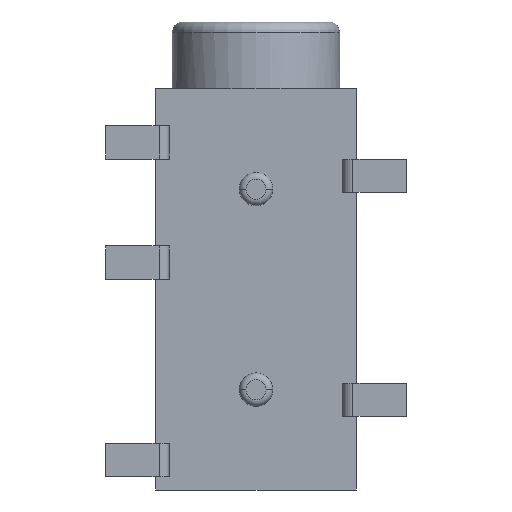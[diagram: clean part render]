
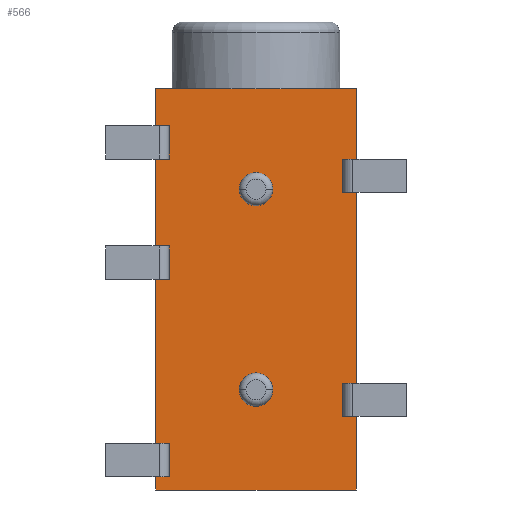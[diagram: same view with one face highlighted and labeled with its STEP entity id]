
A CAD part, front view. The second image highlights one B-rep face of the part: STEP entity #566.
In plain terms, the highlighted planar face has unit normal (0, -1, 0).
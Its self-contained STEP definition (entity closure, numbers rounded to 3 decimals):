
#19 = DIRECTION ( 'NONE',  ( 0., -1., 0. ) ) ;
#23 = EDGE_CURVE ( 'NONE', #233, #528, #146, .T. ) ;
#81 = VERTEX_POINT ( 'NONE', #499 ) ;
#111 = VECTOR ( 'NONE', #664, 1000. ) ;
#141 = EDGE_CURVE ( 'NONE', #1864, #1474, #1692, .T. ) ;
#146 = CIRCLE ( 'NONE', #1894, 0.5 ) ;
#203 = DIRECTION ( 'NONE',  ( 0., 0., -1. ) ) ;
#206 = DIRECTION ( 'NONE',  ( 1., 0., 0. ) ) ;
#210 = CARTESIAN_POINT ( 'NONE',  ( 3., 0.3, -7. ) ) ;
#233 = VERTEX_POINT ( 'NONE', #367 ) ;
#254 = CARTESIAN_POINT ( 'NONE',  ( 3., 0.3, 5. ) ) ;
#260 = ORIENTED_EDGE ( 'NONE', *, *, #1675, .T. ) ;
#309 = AXIS2_PLACEMENT_3D ( 'NONE', #329, #794, #1416 ) ;
#312 = VERTEX_POINT ( 'NONE', #254 ) ;
#324 = EDGE_LOOP ( 'NONE', ( #1211, #1669 ) ) ;
#329 = CARTESIAN_POINT ( 'NONE',  ( 0., 0.3, -4. ) ) ;
#332 = ORIENTED_EDGE ( 'NONE', *, *, #987, .T. ) ;
#352 = PLANE ( 'NONE',  #552 ) ;
#358 = VECTOR ( 'NONE', #1603, 1000. ) ;
#362 = CARTESIAN_POINT ( 'NONE',  ( -3., 0.3, -7. ) ) ;
#367 = CARTESIAN_POINT ( 'NONE',  ( 0.5, 0.3, -4. ) ) ;
#438 = LINE ( 'NONE', #1048, #1351 ) ;
#472 = CARTESIAN_POINT ( 'NONE',  ( 0., 0.3, -4. ) ) ;
#496 = DIRECTION ( 'NONE',  ( 1., 0., 0. ) ) ;
#499 = CARTESIAN_POINT ( 'NONE',  ( -3., 0.3, -7. ) ) ;
#528 = VERTEX_POINT ( 'NONE', #1279 ) ;
#550 = CARTESIAN_POINT ( 'NONE',  ( 3., 0.3, 5. ) ) ;
#552 = AXIS2_PLACEMENT_3D ( 'NONE', #1598, #1454, #203 ) ;
#566 = ADVANCED_FACE ( 'NONE', ( #1757, #973, #1464 ), #352, .F. ) ;
#567 = CARTESIAN_POINT ( 'NONE',  ( 3., 0.3, -7. ) ) ;
#618 = DIRECTION ( 'NONE',  ( -1., 0., 0. ) ) ;
#640 = CARTESIAN_POINT ( 'NONE',  ( -1.187, 0.3, 5. ) ) ;
#653 = DIRECTION ( 'NONE',  ( 1., 0., 0. ) ) ;
#664 = DIRECTION ( 'NONE',  ( 0., 0., 1. ) ) ;
#669 = DIRECTION ( 'NONE',  ( 0., -1., 0. ) ) ;
#713 = ORIENTED_EDGE ( 'NONE', *, *, #1345, .T. ) ;
#755 = DIRECTION ( 'NONE',  ( -1., 0., 0. ) ) ;
#768 = LINE ( 'NONE', #2029, #895 ) ;
#792 = DIRECTION ( 'NONE',  ( 0., -1., 0. ) ) ;
#794 = DIRECTION ( 'NONE',  ( 0., -1., 0. ) ) ;
#826 = LINE ( 'NONE', #550, #1900 ) ;
#831 = VECTOR ( 'NONE', #864, 1000. ) ;
#860 = ORIENTED_EDGE ( 'NONE', *, *, #1473, .F. ) ;
#863 = AXIS2_PLACEMENT_3D ( 'NONE', #1439, #669, #206 ) ;
#864 = DIRECTION ( 'NONE',  ( -1., 0., 0. ) ) ;
#895 = VECTOR ( 'NONE', #618, 1000. ) ;
#956 = VERTEX_POINT ( 'NONE', #2000 ) ;
#973 = FACE_BOUND ( 'NONE', #1330, .T. ) ;
#981 = VERTEX_POINT ( 'NONE', #1434 ) ;
#987 = EDGE_CURVE ( 'NONE', #981, #312, #1119, .T. ) ;
#988 = EDGE_CURVE ( 'NONE', #81, #1503, #1745, .T. ) ;
#1017 = CARTESIAN_POINT ( 'NONE',  ( -0.5, 0.3, 2. ) ) ;
#1048 = CARTESIAN_POINT ( 'NONE',  ( 3., 0.3, 5. ) ) ;
#1119 = LINE ( 'NONE', #210, #358 ) ;
#1205 = ORIENTED_EDGE ( 'NONE', *, *, #988, .F. ) ;
#1211 = ORIENTED_EDGE ( 'NONE', *, *, #1750, .F. ) ;
#1279 = CARTESIAN_POINT ( 'NONE',  ( -0.5, 0.3, -4. ) ) ;
#1300 = CARTESIAN_POINT ( 'NONE',  ( 0., 0.3, 2. ) ) ;
#1330 = EDGE_LOOP ( 'NONE', ( #1398, #1334 ) ) ;
#1334 = ORIENTED_EDGE ( 'NONE', *, *, #2018, .F. ) ;
#1345 = EDGE_CURVE ( 'NONE', #956, #2028, #826, .T. ) ;
#1351 = VECTOR ( 'NONE', #755, 1000. ) ;
#1398 = ORIENTED_EDGE ( 'NONE', *, *, #23, .F. ) ;
#1416 = DIRECTION ( 'NONE',  ( 1., 0., 0. ) ) ;
#1434 = CARTESIAN_POINT ( 'NONE',  ( 3., 0.3, -7. ) ) ;
#1439 = CARTESIAN_POINT ( 'NONE',  ( 0., 0.3, 2. ) ) ;
#1454 = DIRECTION ( 'NONE',  ( 0., 1., 0. ) ) ;
#1459 = CIRCLE ( 'NONE', #1854, 0.5 ) ;
#1464 = FACE_OUTER_BOUND ( 'NONE', #1942, .T. ) ;
#1467 = ORIENTED_EDGE ( 'NONE', *, *, #1953, .T. ) ;
#1473 = EDGE_CURVE ( 'NONE', #981, #81, #1671, .T. ) ;
#1474 = VERTEX_POINT ( 'NONE', #1985 ) ;
#1503 = VERTEX_POINT ( 'NONE', #1662 ) ;
#1598 = CARTESIAN_POINT ( 'NONE',  ( 3., 0.3, -7. ) ) ;
#1603 = DIRECTION ( 'NONE',  ( 0., 0., 1. ) ) ;
#1662 = CARTESIAN_POINT ( 'NONE',  ( -3., 0.3, 5. ) ) ;
#1669 = ORIENTED_EDGE ( 'NONE', *, *, #141, .F. ) ;
#1671 = LINE ( 'NONE', #567, #831 ) ;
#1675 = EDGE_CURVE ( 'NONE', #2028, #1503, #768, .T. ) ;
#1692 = CIRCLE ( 'NONE', #863, 0.5 ) ;
#1745 = LINE ( 'NONE', #362, #111 ) ;
#1750 = EDGE_CURVE ( 'NONE', #1474, #1864, #1459, .T. ) ;
#1757 = FACE_BOUND ( 'NONE', #324, .T. ) ;
#1849 = CIRCLE ( 'NONE', #309, 0.5 ) ;
#1854 = AXIS2_PLACEMENT_3D ( 'NONE', #1300, #19, #496 ) ;
#1864 = VERTEX_POINT ( 'NONE', #1017 ) ;
#1894 = AXIS2_PLACEMENT_3D ( 'NONE', #472, #792, #653 ) ;
#1900 = VECTOR ( 'NONE', #1951, 1000. ) ;
#1942 = EDGE_LOOP ( 'NONE', ( #1467, #713, #260, #1205, #860, #332 ) ) ;
#1951 = DIRECTION ( 'NONE',  ( -1., 0., 0. ) ) ;
#1953 = EDGE_CURVE ( 'NONE', #312, #956, #438, .T. ) ;
#1985 = CARTESIAN_POINT ( 'NONE',  ( 0.5, 0.3, 2. ) ) ;
#2000 = CARTESIAN_POINT ( 'NONE',  ( 1.187, 0.3, 5. ) ) ;
#2018 = EDGE_CURVE ( 'NONE', #528, #233, #1849, .T. ) ;
#2028 = VERTEX_POINT ( 'NONE', #640 ) ;
#2029 = CARTESIAN_POINT ( 'NONE',  ( 3., 0.3, 5. ) ) ;
